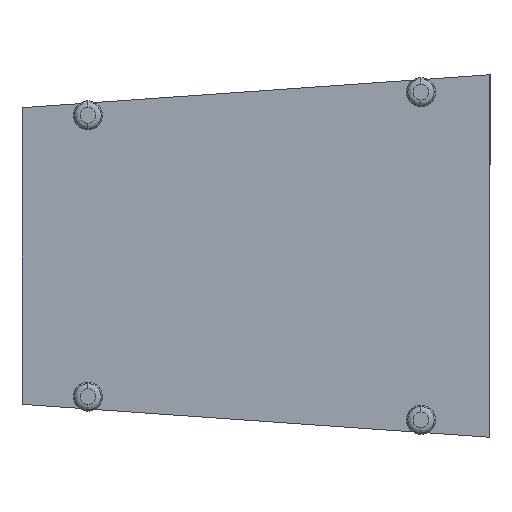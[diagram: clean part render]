
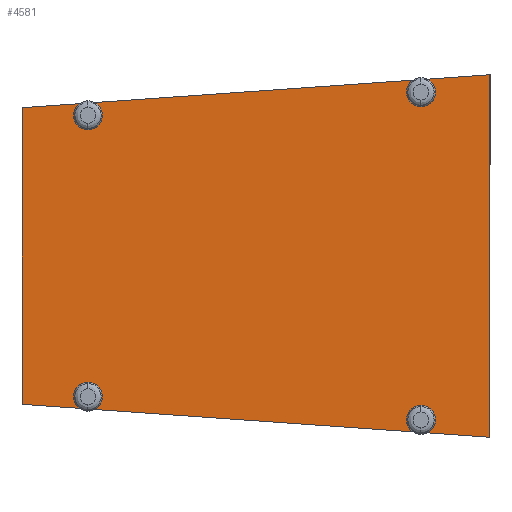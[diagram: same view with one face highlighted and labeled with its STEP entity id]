
A CAD part, left-side view. The second image highlights one B-rep face of the part: STEP entity #4581.
In plain terms, the highlighted planar face has unit normal (-1, 0, 0).
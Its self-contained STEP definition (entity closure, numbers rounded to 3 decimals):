
#15 = VECTOR ( 'NONE', #1124, 1000. ) ;
#17 = CIRCLE ( 'NONE', #4398, 2.2 ) ;
#132 = ORIENTED_EDGE ( 'NONE', *, *, #3344, .F. ) ;
#134 = VECTOR ( 'NONE', #2347, 1000. ) ;
#158 = CARTESIAN_POINT ( 'NONE',  ( -998., 24.391, -58.669 ) ) ;
#161 = LINE ( 'NONE', #2045, #15 ) ;
#211 = ORIENTED_EDGE ( 'NONE', *, *, #2988, .F. ) ;
#215 = ORIENTED_EDGE ( 'NONE', *, *, #2652, .T. ) ;
#300 = LINE ( 'NONE', #1750, #1535 ) ;
#408 = EDGE_CURVE ( 'NONE', #4064, #3696, #161, .T. ) ;
#493 = EDGE_CURVE ( 'NONE', #5781, #4172, #1113, .T. ) ;
#508 = CARTESIAN_POINT ( 'NONE',  ( -998., 24.391, -12.113 ) ) ;
#530 = DIRECTION ( 'NONE',  ( -1., 0., 0. ) ) ;
#533 = EDGE_CURVE ( 'NONE', #2299, #4548, #5698, .T. ) ;
#540 = PLANE ( 'NONE',  #1169 ) ;
#559 = ORIENTED_EDGE ( 'NONE', *, *, #2221, .T. ) ;
#619 = CARTESIAN_POINT ( 'NONE',  ( -998., 25.427, -16.254 ) ) ;
#687 = CARTESIAN_POINT ( 'NONE',  ( -998., -25.088, -12.739 ) ) ;
#689 = EDGE_CURVE ( 'NONE', #814, #5100, #1479, .T. ) ;
#692 = CARTESIAN_POINT ( 'NONE',  ( -998., -25.088, -10.539 ) ) ;
#704 = AXIS2_PLACEMENT_3D ( 'NONE', #3635, #905, #4096 ) ;
#721 = CIRCLE ( 'NONE', #3216, 2.2 ) ;
#729 = VECTOR ( 'NONE', #2503, 1000. ) ;
#814 = VERTEX_POINT ( 'NONE', #619 ) ;
#901 = LINE ( 'NONE', #962, #3034 ) ;
#905 = DIRECTION ( 'NONE',  ( -1., 0., 0. ) ) ;
#908 = CARTESIAN_POINT ( 'NONE',  ( -998., 35.438, -57.891 ) ) ;
#962 = CARTESIAN_POINT ( 'NONE',  ( -998., -0.728, -10.344 ) ) ;
#967 = EDGE_CURVE ( 'NONE', #1911, #3396, #17, .T. ) ;
#1113 = CIRCLE ( 'NONE', #4654, 2.2 ) ;
#1124 = DIRECTION ( 'NONE',  ( 0., 0., -1. ) ) ;
#1159 = DIRECTION ( 'NONE',  ( 0., 0., 1. ) ) ;
#1169 = AXIS2_PLACEMENT_3D ( 'NONE', #3756, #4212, #1483 ) ;
#1222 = DIRECTION ( 'NONE',  ( -1., 0., 0. ) ) ;
#1226 = CARTESIAN_POINT ( 'NONE',  ( -998., -35.562, -62.891 ) ) ;
#1261 = AXIS2_PLACEMENT_3D ( 'NONE', #3275, #530, #3736 ) ;
#1266 = CARTESIAN_POINT ( 'NONE',  ( -998., -0.728, -10.344 ) ) ;
#1371 = CIRCLE ( 'NONE', #2881, 2.2 ) ;
#1409 = CARTESIAN_POINT ( 'NONE',  ( -998., -25.088, -60.243 ) ) ;
#1416 = CARTESIAN_POINT ( 'NONE',  ( -998., 35.438, 0. ) ) ;
#1430 = AXIS2_PLACEMENT_3D ( 'NONE', #5470, #2718, #5938 ) ;
#1459 = VERTEX_POINT ( 'NONE', #158 ) ;
#1479 = CIRCLE ( 'NONE', #2355, 2.2 ) ;
#1483 = DIRECTION ( 'NONE',  ( 0., 0., -1. ) ) ;
#1511 = ORIENTED_EDGE ( 'NONE', *, *, #5561, .F. ) ;
#1519 = VERTEX_POINT ( 'NONE', #3408 ) ;
#1535 = VECTOR ( 'NONE', #4947, 1000. ) ;
#1602 = CIRCLE ( 'NONE', #1430, 2.2 ) ;
#1750 = CARTESIAN_POINT ( 'NONE',  ( -998., 4.232, -60.089 ) ) ;
#1841 = CARTESIAN_POINT ( 'NONE',  ( -998., 25.427, -14.054 ) ) ;
#1846 = DIRECTION ( 'NONE',  ( 0., -0.998, -0.07 ) ) ;
#1860 = DIRECTION ( 'NONE',  ( 0., 0., 1. ) ) ;
#1887 = CARTESIAN_POINT ( 'NONE',  ( -998., -0.728, -10.344 ) ) ;
#1911 = VERTEX_POINT ( 'NONE', #3862 ) ;
#1951 = ORIENTED_EDGE ( 'NONE', *, *, #3029, .F. ) ;
#1954 = VERTEX_POINT ( 'NONE', #3421 ) ;
#1972 = VERTEX_POINT ( 'NONE', #2061 ) ;
#1999 = VERTEX_POINT ( 'NONE', #5737 ) ;
#2044 = VECTOR ( 'NONE', #1846, 1000. ) ;
#2045 = CARTESIAN_POINT ( 'NONE',  ( -998., -35.562, 0. ) ) ;
#2052 = CARTESIAN_POINT ( 'NONE',  ( -998., 4.232, -60.089 ) ) ;
#2061 = CARTESIAN_POINT ( 'NONE',  ( -998., 35.438, -12.891 ) ) ;
#2221 = EDGE_CURVE ( 'NONE', #1954, #3696, #300, .T. ) ;
#2279 = EDGE_CURVE ( 'NONE', #1459, #2340, #1602, .T. ) ;
#2285 = DIRECTION ( 'NONE',  ( 0., 0., 1. ) ) ;
#2298 = ORIENTED_EDGE ( 'NONE', *, *, #4932, .F. ) ;
#2299 = VERTEX_POINT ( 'NONE', #908 ) ;
#2303 = CARTESIAN_POINT ( 'NONE',  ( -998., 25.427, -56.728 ) ) ;
#2318 = CARTESIAN_POINT ( 'NONE',  ( -998., 4.232, -60.089 ) ) ;
#2325 = ORIENTED_EDGE ( 'NONE', *, *, #493, .F. ) ;
#2331 = DIRECTION ( 'NONE',  ( 0., -0.998, 0.07 ) ) ;
#2340 = VERTEX_POINT ( 'NONE', #2740 ) ;
#2347 = DIRECTION ( 'NONE',  ( 0., -0.998, 0.07 ) ) ;
#2355 = AXIS2_PLACEMENT_3D ( 'NONE', #1841, #5042, #2285 ) ;
#2503 = DIRECTION ( 'NONE',  ( 0., -0.998, -0.07 ) ) ;
#2652 = EDGE_CURVE ( 'NONE', #1459, #4172, #4387, .T. ) ;
#2718 = DIRECTION ( 'NONE',  ( -1., 0., 0. ) ) ;
#2740 = CARTESIAN_POINT ( 'NONE',  ( -998., 25.427, -54.528 ) ) ;
#2767 = DIRECTION ( 'NONE',  ( 0., 0., 1. ) ) ;
#2869 = CARTESIAN_POINT ( 'NONE',  ( -998., -35.562, -7.891 ) ) ;
#2870 = EDGE_LOOP ( 'NONE', ( #5622, #2298, #3867, #132, #1951, #4671, #5601, #211, #5203, #215, #2325, #4859, #559, #3332, #5966, #1511 ) ) ;
#2881 = AXIS2_PLACEMENT_3D ( 'NONE', #3966, #1222, #4438 ) ;
#2988 = EDGE_CURVE ( 'NONE', #2340, #4548, #721, .T. ) ;
#3029 = EDGE_CURVE ( 'NONE', #1972, #1519, #4892, .T. ) ;
#3034 = VECTOR ( 'NONE', #2331, 1000. ) ;
#3216 = AXIS2_PLACEMENT_3D ( 'NONE', #2303, #5510, #2767 ) ;
#3275 = CARTESIAN_POINT ( 'NONE',  ( -998., -25.088, -60.243 ) ) ;
#3332 = ORIENTED_EDGE ( 'NONE', *, *, #408, .F. ) ;
#3344 = EDGE_CURVE ( 'NONE', #1519, #814, #1371, .T. ) ;
#3396 = VERTEX_POINT ( 'NONE', #687 ) ;
#3408 = CARTESIAN_POINT ( 'NONE',  ( -998., 26.725, -12.278 ) ) ;
#3421 = CARTESIAN_POINT ( 'NONE',  ( -998., -26.051, -62.221 ) ) ;
#3533 = DIRECTION ( 'NONE',  ( 0., -0.998, 0.07 ) ) ;
#3635 = CARTESIAN_POINT ( 'NONE',  ( -998., -25.088, -10.539 ) ) ;
#3643 = CARTESIAN_POINT ( 'NONE',  ( -998., -25.088, -58.043 ) ) ;
#3696 = VERTEX_POINT ( 'NONE', #1226 ) ;
#3736 = DIRECTION ( 'NONE',  ( 0., 0., 1. ) ) ;
#3756 = CARTESIAN_POINT ( 'NONE',  ( -998., 0., 0. ) ) ;
#3862 = CARTESIAN_POINT ( 'NONE',  ( -998., -23.857, -8.715 ) ) ;
#3867 = ORIENTED_EDGE ( 'NONE', *, *, #689, .F. ) ;
#3899 = DIRECTION ( 'NONE',  ( -1., 0., 0. ) ) ;
#3943 = EDGE_CURVE ( 'NONE', #1999, #4064, #901, .T. ) ;
#3957 = VECTOR ( 'NONE', #4609, 1000. ) ;
#3966 = CARTESIAN_POINT ( 'NONE',  ( -998., 25.427, -14.054 ) ) ;
#4064 = VERTEX_POINT ( 'NONE', #2869 ) ;
#4096 = DIRECTION ( 'NONE',  ( 0., 0., 1. ) ) ;
#4097 = VECTOR ( 'NONE', #3533, 1000. ) ;
#4172 = VERTEX_POINT ( 'NONE', #4893 ) ;
#4212 = DIRECTION ( 'NONE',  ( 1., 0., 0. ) ) ;
#4303 = CIRCLE ( 'NONE', #1261, 2.2 ) ;
#4387 = LINE ( 'NONE', #2052, #729 ) ;
#4398 = AXIS2_PLACEMENT_3D ( 'NONE', #692, #3899, #1159 ) ;
#4438 = DIRECTION ( 'NONE',  ( 0., 0., 1. ) ) ;
#4468 = EDGE_CURVE ( 'NONE', #1972, #2299, #5180, .T. ) ;
#4525 = CIRCLE ( 'NONE', #704, 2.2 ) ;
#4548 = VERTEX_POINT ( 'NONE', #5102 ) ;
#4581 = ADVANCED_FACE ( 'NONE', ( #5668 ), #540, .F. ) ;
#4605 = DIRECTION ( 'NONE',  ( -1., 0., 0. ) ) ;
#4609 = DIRECTION ( 'NONE',  ( 0., 0., -1. ) ) ;
#4654 = AXIS2_PLACEMENT_3D ( 'NONE', #1409, #4605, #1860 ) ;
#4671 = ORIENTED_EDGE ( 'NONE', *, *, #4468, .T. ) ;
#4859 = ORIENTED_EDGE ( 'NONE', *, *, #5104, .F. ) ;
#4892 = LINE ( 'NONE', #1887, #134 ) ;
#4893 = CARTESIAN_POINT ( 'NONE',  ( -998., -23.857, -62.067 ) ) ;
#4932 = EDGE_CURVE ( 'NONE', #5100, #1911, #5468, .T. ) ;
#4947 = DIRECTION ( 'NONE',  ( 0., -0.998, -0.07 ) ) ;
#5042 = DIRECTION ( 'NONE',  ( -1., 0., 0. ) ) ;
#5100 = VERTEX_POINT ( 'NONE', #508 ) ;
#5102 = CARTESIAN_POINT ( 'NONE',  ( -998., 26.725, -58.505 ) ) ;
#5104 = EDGE_CURVE ( 'NONE', #1954, #5781, #4303, .T. ) ;
#5180 = LINE ( 'NONE', #1416, #3957 ) ;
#5203 = ORIENTED_EDGE ( 'NONE', *, *, #2279, .F. ) ;
#5468 = LINE ( 'NONE', #1266, #4097 ) ;
#5470 = CARTESIAN_POINT ( 'NONE',  ( -998., 25.427, -56.728 ) ) ;
#5510 = DIRECTION ( 'NONE',  ( -1., 0., 0. ) ) ;
#5561 = EDGE_CURVE ( 'NONE', #3396, #1999, #4525, .T. ) ;
#5601 = ORIENTED_EDGE ( 'NONE', *, *, #533, .T. ) ;
#5622 = ORIENTED_EDGE ( 'NONE', *, *, #967, .F. ) ;
#5668 = FACE_OUTER_BOUND ( 'NONE', #2870, .T. ) ;
#5698 = LINE ( 'NONE', #2318, #2044 ) ;
#5737 = CARTESIAN_POINT ( 'NONE',  ( -998., -26.051, -8.561 ) ) ;
#5781 = VERTEX_POINT ( 'NONE', #3643 ) ;
#5938 = DIRECTION ( 'NONE',  ( 0., 0., 1. ) ) ;
#5966 = ORIENTED_EDGE ( 'NONE', *, *, #3943, .F. ) ;
